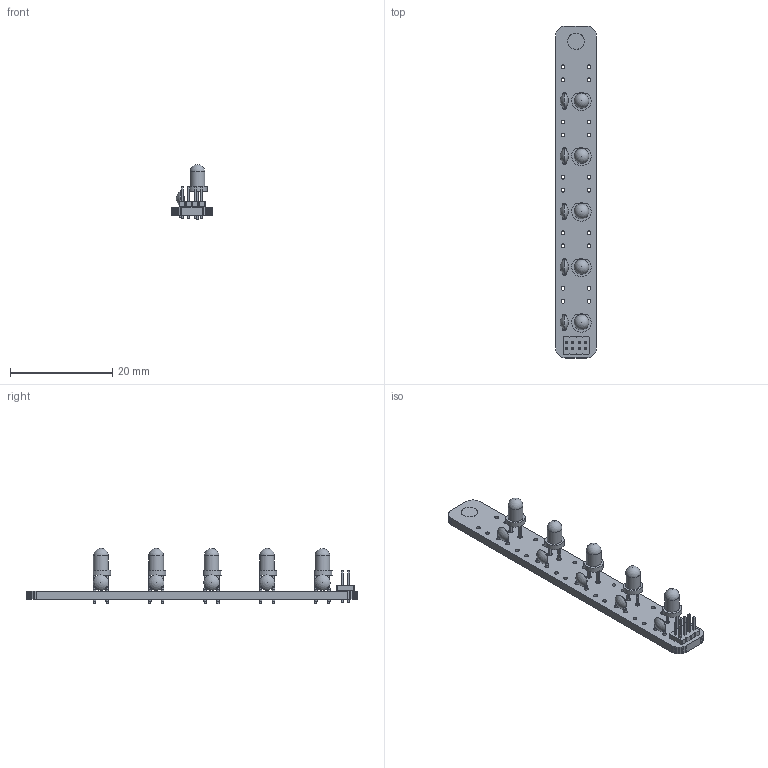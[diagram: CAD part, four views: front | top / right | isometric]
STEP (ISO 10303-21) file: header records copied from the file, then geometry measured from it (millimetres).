
FILE_DESCRIPTION(('KiCad electronic assembly'),'2;1');
FILE_NAME('LineStick.step','2023-12-23T20:42:44',('Pcbnew'),('Kicad'), 'Open CASCADE STEP processor 7.7','KiCad to STEP converter','Unknown' );
FILE_SCHEMA(('AUTOMOTIVE_DESIGN { 1 0 10303 214 1 1 1 1 }'));
Length unit declared in the file: millimetre
Products named in the file (8): LineStick 1; C_Disc_D3.0mm_W1.6mm_P2.50mm; SOLID; LED_D3.0mm_Clear; PinHeader_2x04_P1.27mm_Vertical; LineStick PCB
Assembly tree (15 placements, depth 3):
  LineStick 1
    C_Disc_D3.0mm_W1.6mm_P2.50mm  x5
      SOLID
    LED_D3.0mm_Clear  x5
      SOLID
    PinHeader_2x04_P1.27mm_Vertical
      SOLID
    LineStick PCB
Bounding box: 8 x 65 x 10.8 mm (x, y, z)
Volume: 1038.6 mm3; surface area: 2070.3 mm2
Topology: 12 solids, 12 shells, 416 faces, 1028 edges, 654 vertices
Faces by surface type: plane 303, cylinder 88, sphere 15, revolution 10
Full cylindrical faces by diameter (mm): 0.5 x10, 0.6 x8, 0.762 x20, 0.8 x10, 0.9 x10, 2.9 x5
Entity records: 21963 total; most frequent: CARTESIAN_POINT 4859, DIRECTION 2895, LINE 1996, VECTOR 1996, ORIENTED_EDGE 1522, PCURVE 1522, DEFINITIONAL_REPRESENTATION 1522, EDGE_CURVE 761
